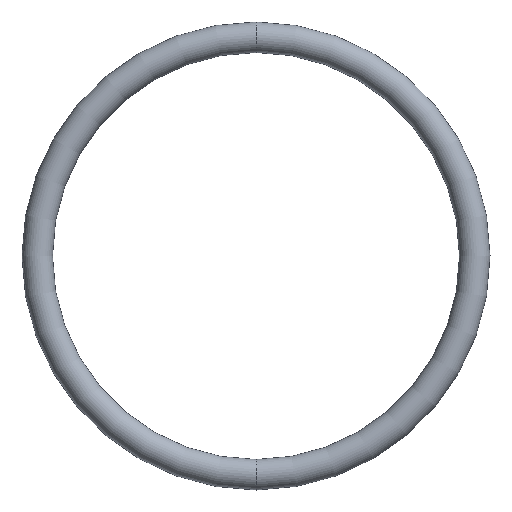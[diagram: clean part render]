
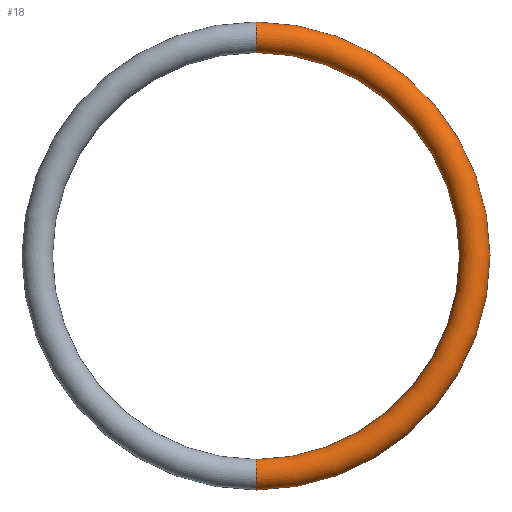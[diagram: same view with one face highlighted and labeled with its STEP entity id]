
A CAD part, front view. The second image highlights one B-rep face of the part: STEP entity #18.
In plain terms, the highlighted toroidal (fillet/blend) face has major radius 10.75 mm and minor radius 0.75 mm.
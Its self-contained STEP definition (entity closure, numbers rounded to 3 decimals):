
#7 = CARTESIAN_POINT ( 'NONE',  ( 0., 0., 11.5 ) ) ;
#14 = CARTESIAN_POINT ( 'NONE',  ( 0., 0., -10.75 ) ) ;
#16 = DIRECTION ( 'NONE',  ( 0., 0., -1. ) ) ;
#18 = ADVANCED_FACE ( 'NONE', ( #83 ), #140, .T. ) ;
#19 = CARTESIAN_POINT ( 'NONE',  ( 0., 0., 10. ) ) ;
#22 = CARTESIAN_POINT ( 'NONE',  ( 0., 0., 10.75 ) ) ;
#27 = CARTESIAN_POINT ( 'NONE',  ( 0., 0., 0. ) ) ;
#31 = DIRECTION ( 'NONE',  ( -1., 0., 0. ) ) ;
#32 = DIRECTION ( 'NONE',  ( 0., 1., 0. ) ) ;
#33 = CARTESIAN_POINT ( 'NONE',  ( 0., 0., 0. ) ) ;
#38 = DIRECTION ( 'NONE',  ( 0., 0., 1. ) ) ;
#41 = CARTESIAN_POINT ( 'NONE',  ( 0., 0., 0. ) ) ;
#48 = EDGE_LOOP ( 'NONE', ( #155, #116, #142, #112 ) ) ;
#50 = DIRECTION ( 'NONE',  ( 1., 0., 0. ) ) ;
#54 = DIRECTION ( 'NONE',  ( 0., 0., 1. ) ) ;
#55 = DIRECTION ( 'NONE',  ( 0., 0., 1. ) ) ;
#57 = VERTEX_POINT ( 'NONE', #77 ) ;
#58 = CARTESIAN_POINT ( 'NONE',  ( 0., 0., -10. ) ) ;
#64 = AXIS2_PLACEMENT_3D ( 'NONE', #33, #145, #124 ) ;
#69 = AXIS2_PLACEMENT_3D ( 'NONE', #14, #50, #16 ) ;
#76 = AXIS2_PLACEMENT_3D ( 'NONE', #22, #31, #38 ) ;
#77 = CARTESIAN_POINT ( 'NONE',  ( 0., 0., -11.5 ) ) ;
#83 = FACE_OUTER_BOUND ( 'NONE', #48, .T. ) ;
#92 = AXIS2_PLACEMENT_3D ( 'NONE', #41, #105, #54 ) ;
#102 = AXIS2_PLACEMENT_3D ( 'NONE', #27, #32, #55 ) ;
#105 = DIRECTION ( 'NONE',  ( 0., 1., 0. ) ) ;
#112 = ORIENTED_EDGE ( 'NONE', *, *, #123, .T. ) ;
#115 = EDGE_CURVE ( 'NONE', #118, #57, #147, .T. ) ;
#116 = ORIENTED_EDGE ( 'NONE', *, *, #122, .F. ) ;
#118 = VERTEX_POINT ( 'NONE', #7 ) ;
#121 = EDGE_CURVE ( 'NONE', #139, #141, #138, .T. ) ;
#122 = EDGE_CURVE ( 'NONE', #139, #118, #149, .T. ) ;
#123 = EDGE_CURVE ( 'NONE', #141, #57, #148, .T. ) ;
#124 = DIRECTION ( 'NONE',  ( 0., 0., 1. ) ) ;
#138 = CIRCLE ( 'NONE', #102, 10. ) ;
#139 = VERTEX_POINT ( 'NONE', #19 ) ;
#140 = TOROIDAL_SURFACE ( 'NONE', #64, 10.75, 0.75 ) ;
#141 = VERTEX_POINT ( 'NONE', #58 ) ;
#142 = ORIENTED_EDGE ( 'NONE', *, *, #121, .T. ) ;
#145 = DIRECTION ( 'NONE',  ( 0., 1., 0. ) ) ;
#147 = CIRCLE ( 'NONE', #92, 11.5 ) ;
#148 = CIRCLE ( 'NONE', #69, 0.75 ) ;
#149 = CIRCLE ( 'NONE', #76, 0.75 ) ;
#155 = ORIENTED_EDGE ( 'NONE', *, *, #115, .F. ) ;
